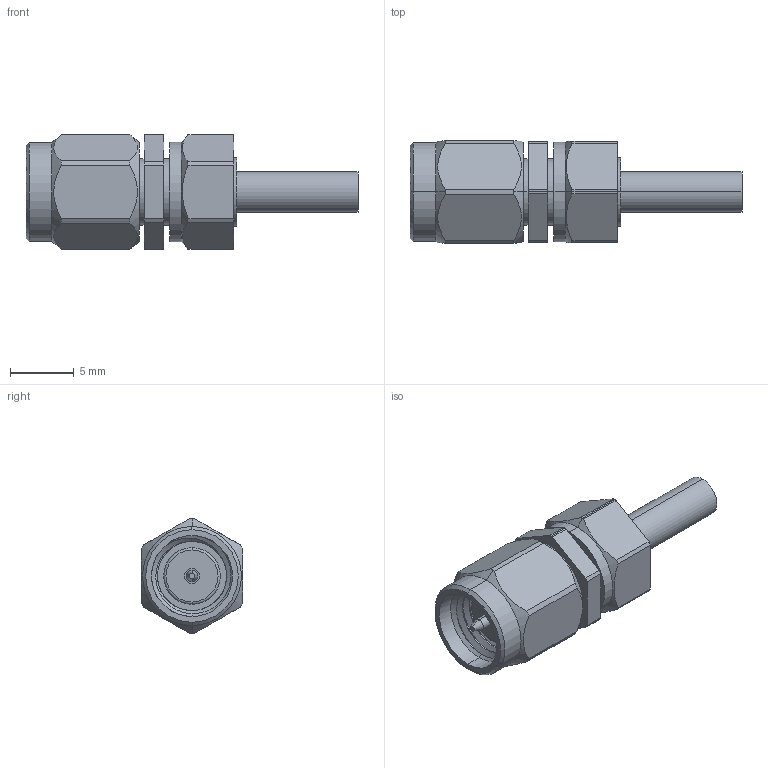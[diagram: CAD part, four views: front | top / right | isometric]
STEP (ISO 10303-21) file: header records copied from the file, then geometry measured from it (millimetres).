
FILE_DESCRIPTION (( 'STEP AP203' ), '1' );
FILE_NAME ('PE4213_3D.STEP', '2022-09-01T19:20:22', ( '' ), ( '' ), 'SwSTEP 2.0', 'SolidWorks 2021', '' );
FILE_SCHEMA (( 'CONFIG_CONTROL_DESIGN' ));
Products named in the file (1): PE4213_3D
Bounding box: 26.06 x 8 x 8.99 mm (x, y, z)
Volume: 785.2 mm3; surface area: 1070.8 mm2
Topology: 2 solids, 2 shells, 1151 faces, 2381 edges, 1245 vertices
Faces by surface type: bspline 803, cylinder 278, plane 53, cone 15, torus 2
Entity records: 64992 total; most frequent: CARTESIAN_POINT 50094, ORIENTED_EDGE 4762, EDGE_CURVE 2381, VERTEX_POINT 1245, EDGE_LOOP 1164, FACE_OUTER_BOUND 1151, ADVANCED_FACE 1151, DIRECTION 1146
